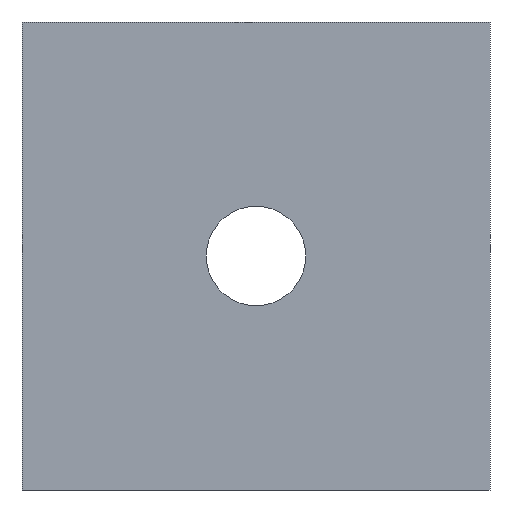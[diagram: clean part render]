
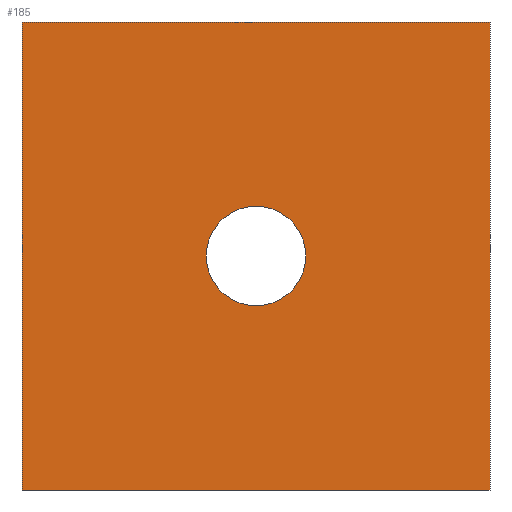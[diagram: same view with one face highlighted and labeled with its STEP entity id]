
A CAD part, front view. The second image highlights one B-rep face of the part: STEP entity #185.
In plain terms, the highlighted planar face has unit normal (0, -1, 0).
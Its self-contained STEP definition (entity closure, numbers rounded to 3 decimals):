
#27=LINE('',#290,#45);
#28=LINE('',#293,#46);
#29=LINE('',#295,#47);
#30=LINE('',#296,#48);
#45=VECTOR('',#239,40.);
#46=VECTOR('',#242,40.);
#47=VECTOR('',#243,40.);
#48=VECTOR('',#244,40.);
#55=PLANE('',#201);
#63=FACE_BOUND('',#86,.T.);
#71=FACE_OUTER_BOUND('',#85,.T.);
#85=EDGE_LOOP('',(#155,#156,#157,#158));
#86=EDGE_LOOP('',(#159));
#94=CIRCLE('',#196,4.25);
#98=VERTEX_POINT('',#262);
#107=VERTEX_POINT('',#286);
#108=VERTEX_POINT('',#288);
#109=VERTEX_POINT('',#292);
#110=VERTEX_POINT('',#294);
#114=EDGE_CURVE('',#98,#98,#94,.T.);
#127=EDGE_CURVE('',#107,#108,#27,.T.);
#128=EDGE_CURVE('',#107,#109,#28,.T.);
#129=EDGE_CURVE('',#110,#108,#29,.T.);
#130=EDGE_CURVE('',#109,#110,#30,.T.);
#155=ORIENTED_EDGE('',*,*,#128,.F.);
#156=ORIENTED_EDGE('',*,*,#127,.T.);
#157=ORIENTED_EDGE('',*,*,#129,.F.);
#158=ORIENTED_EDGE('',*,*,#130,.F.);
#159=ORIENTED_EDGE('',*,*,#114,.T.);
#185=ADVANCED_FACE('',(#71,#63),#55,.T.);
#196=AXIS2_PLACEMENT_3D('',#263,#217,#218);
#201=AXIS2_PLACEMENT_3D('',#291,#240,#241);
#217=DIRECTION('center_axis',(0.,1.,0.));
#218=DIRECTION('ref_axis',(1.,0.,0.));
#239=DIRECTION('',(0.,0.,1.));
#240=DIRECTION('center_axis',(0.,-1.,0.));
#241=DIRECTION('ref_axis',(1.,0.,0.));
#242=DIRECTION('',(-1.,0.,0.));
#243=DIRECTION('',(1.,0.,0.));
#244=DIRECTION('',(0.,0.,1.));
#262=CARTESIAN_POINT('',(24.25,0.,20.));
#263=CARTESIAN_POINT('Origin',(20.,0.,20.));
#286=CARTESIAN_POINT('',(40.,0.,0.));
#288=CARTESIAN_POINT('',(40.,0.,40.));
#290=CARTESIAN_POINT('',(40.,0.,0.));
#291=CARTESIAN_POINT('Origin',(0.,0.,0.));
#292=CARTESIAN_POINT('',(0.,0.,0.));
#293=CARTESIAN_POINT('',(40.,0.,0.));
#294=CARTESIAN_POINT('',(0.,0.,40.));
#295=CARTESIAN_POINT('',(40.,0.,40.));
#296=CARTESIAN_POINT('',(0.,0.,0.));
